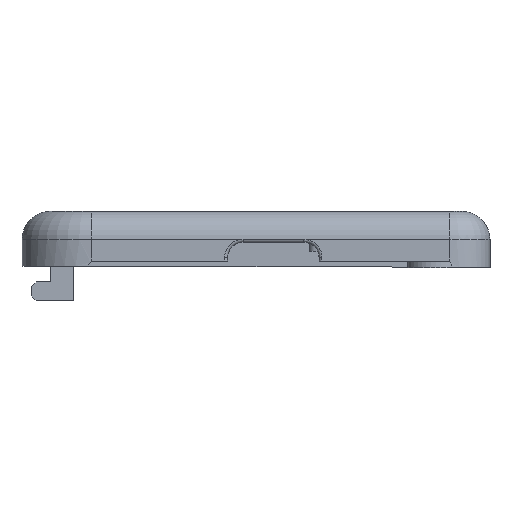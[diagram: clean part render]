
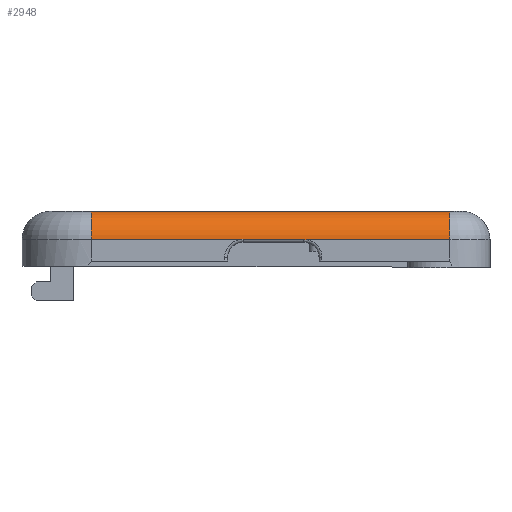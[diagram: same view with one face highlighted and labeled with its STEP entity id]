
A CAD part, front view. The second image highlights one B-rep face of the part: STEP entity #2948.
In plain terms, the highlighted cylindrical face has radius 3 mm (diameter 6 mm), a partial arc.
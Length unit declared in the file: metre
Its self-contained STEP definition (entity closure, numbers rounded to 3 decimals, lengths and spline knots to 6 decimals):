
#13=B_SPLINE_CURVE_WITH_KNOTS('',3,(#4878,#4879,#4880,#4881),
 .UNSPECIFIED.,.F.,.F.,(4,4),(0.,0.000266),.UNSPECIFIED.);
#14=B_SPLINE_CURVE_WITH_KNOTS('',3,(#4887,#4888,#4889,#4890),
 .UNSPECIFIED.,.F.,.F.,(4,4),(0.,0.000266),.UNSPECIFIED.);
#80=CYLINDRICAL_SURFACE('',#3255,0.003);
#214=CIRCLE('',#3252,0.003);
#216=CIRCLE('',#3256,0.003);
#1049=ORIENTED_EDGE('',*,*,#1430,.F.);
#1050=ORIENTED_EDGE('',*,*,#1062,.F.);
#1051=ORIENTED_EDGE('',*,*,#1482,.F.);
#1052=ORIENTED_EDGE('',*,*,#1261,.F.);
#1053=ORIENTED_EDGE('',*,*,#1480,.T.);
#1054=ORIENTED_EDGE('',*,*,#1251,.F.);
#1055=ORIENTED_EDGE('',*,*,#1427,.F.);
#1056=ORIENTED_EDGE('',*,*,#1429,.F.);
#1062=EDGE_CURVE('',#1483,#1485,#1764,.T.);
#1251=EDGE_CURVE('',#1643,#1644,#1880,.T.);
#1261=EDGE_CURVE('',#1648,#1649,#1888,.F.);
#1427=EDGE_CURVE('',#1736,#1643,#13,.T.);
#1429=EDGE_CURVE('',#1737,#1736,#2008,.F.);
#1430=EDGE_CURVE('',#1485,#1737,#14,.F.);
#1480=EDGE_CURVE('',#1648,#1644,#214,.T.);
#1482=EDGE_CURVE('',#1649,#1483,#216,.T.);
#1483=VERTEX_POINT('',#4137);
#1485=VERTEX_POINT('',#4140);
#1643=VERTEX_POINT('',#4516);
#1644=VERTEX_POINT('',#4518);
#1648=VERTEX_POINT('',#4537);
#1649=VERTEX_POINT('',#4538);
#1736=VERTEX_POINT('',#4877);
#1737=VERTEX_POINT('',#4884);
#1764=LINE('',#4139,#2048);
#1880=LINE('',#4517,#2164);
#1888=LINE('',#4536,#2172);
#2008=LINE('',#4885,#2292);
#2048=VECTOR('',#3263,1.);
#2164=VECTOR('',#3585,1.);
#2172=VECTOR('',#3607,1.);
#2292=VECTOR('',#3997,1.);
#2513=EDGE_LOOP('',(#1049,#1050,#1051,#1052,#1053,#1054,#1055,#1056));
#2697=FACE_BOUND('',#2513,.T.);
#2948=ADVANCED_FACE('',(#2697),#80,.T.);
#3252=AXIS2_PLACEMENT_3D('',#4996,#4122,#4123);
#3255=AXIS2_PLACEMENT_3D('',#4999,#4128,#4129);
#3256=AXIS2_PLACEMENT_3D('',#5000,#4130,#4131);
#3263=DIRECTION('',(-1.,0.,0.));
#3585=DIRECTION('',(-1.,0.,0.));
#3607=DIRECTION('',(-1.,0.,0.));
#3997=DIRECTION('',(1.,0.,0.));
#4122=DIRECTION('',(1.,0.,0.));
#4123=DIRECTION('',(0.,0.,-1.));
#4128=DIRECTION('',(1.,0.,0.));
#4129=DIRECTION('',(0.,0.,-1.));
#4130=DIRECTION('',(1.,0.,0.));
#4131=DIRECTION('',(0.,1.,0.));
#4137=CARTESIAN_POINT('',(0.0067,-0.042294,0.0031));
#4139=CARTESIAN_POINT('',(-0.031405,-0.042294,0.0031));
#4140=CARTESIAN_POINT('',(-0.008577,-0.042294,0.0031));
#4516=CARTESIAN_POINT('',(-0.015547,-0.042294,0.0031));
#4517=CARTESIAN_POINT('',(-0.031405,-0.042294,0.0031));
#4518=CARTESIAN_POINT('',(-0.031405,-0.042294,0.0031));
#4536=CARTESIAN_POINT('',(0.0067,-0.039294,0.0061));
#4537=CARTESIAN_POINT('',(-0.031405,-0.039294,0.0061));
#4538=CARTESIAN_POINT('',(0.0067,-0.039294,0.0061));
#4877=CARTESIAN_POINT('',(-0.015282,-0.042294,0.003114));
#4878=CARTESIAN_POINT('',(-0.015282,-0.042294,0.003114));
#4879=CARTESIAN_POINT('',(-0.015371,-0.042294,0.003114));
#4880=CARTESIAN_POINT('',(-0.015459,-0.042294,0.003108));
#4881=CARTESIAN_POINT('',(-0.015547,-0.042294,0.0031));
#4884=CARTESIAN_POINT('',(-0.008842,-0.042294,0.003114));
#4885=CARTESIAN_POINT('',(-0.008842,-0.042294,0.003114));
#4887=CARTESIAN_POINT('',(-0.008842,-0.042294,0.003114));
#4888=CARTESIAN_POINT('',(-0.008754,-0.042294,0.003114));
#4889=CARTESIAN_POINT('',(-0.008665,-0.042294,0.003108));
#4890=CARTESIAN_POINT('',(-0.008577,-0.042294,0.0031));
#4996=CARTESIAN_POINT('',(-0.031405,-0.039294,0.0031));
#4999=CARTESIAN_POINT('',(-0.012811,-0.039294,0.0031));
#5000=CARTESIAN_POINT('',(0.0067,-0.039294,0.0031));
